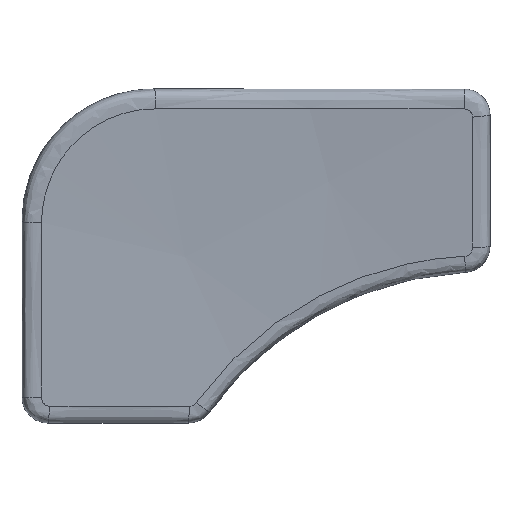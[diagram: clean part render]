
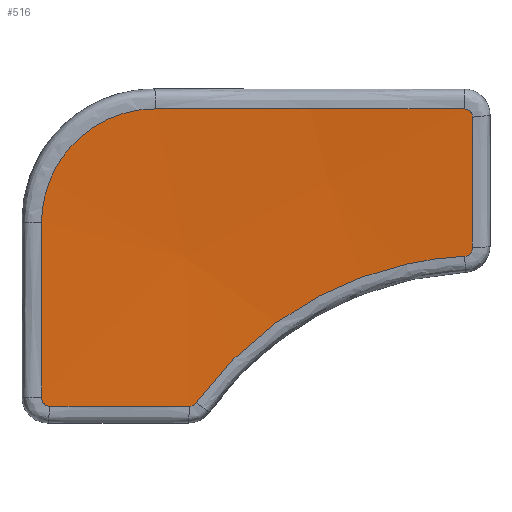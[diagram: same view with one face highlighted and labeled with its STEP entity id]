
A CAD part, top view. The second image highlights one B-rep face of the part: STEP entity #516.
In plain terms, the highlighted spherical face has radius 325 mm.
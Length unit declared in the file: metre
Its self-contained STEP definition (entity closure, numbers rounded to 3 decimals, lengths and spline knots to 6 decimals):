
#123=ORIENTED_EDGE('',*,*,#275,.T.);
#124=ORIENTED_EDGE('',*,*,#276,.T.);
#125=ORIENTED_EDGE('',*,*,#277,.T.);
#126=ORIENTED_EDGE('',*,*,#278,.T.);
#127=ORIENTED_EDGE('',*,*,#279,.T.);
#128=ORIENTED_EDGE('',*,*,#280,.T.);
#129=ORIENTED_EDGE('',*,*,#281,.T.);
#130=ORIENTED_EDGE('',*,*,#282,.T.);
#131=ORIENTED_EDGE('',*,*,#283,.T.);
#132=ORIENTED_EDGE('',*,*,#284,.T.);
#275=EDGE_CURVE('',#351,#352,#397,.T.);
#276=EDGE_CURVE('',#352,#353,#398,.T.);
#277=EDGE_CURVE('',#353,#354,#399,.T.);
#278=EDGE_CURVE('',#354,#355,#400,.T.);
#279=EDGE_CURVE('',#355,#356,#401,.T.);
#280=EDGE_CURVE('',#356,#357,#402,.T.);
#281=EDGE_CURVE('',#357,#358,#403,.T.);
#282=EDGE_CURVE('',#358,#359,#404,.T.);
#283=EDGE_CURVE('',#359,#360,#405,.T.);
#284=EDGE_CURVE('',#360,#351,#406,.T.);
#351=VERTEX_POINT('',#741);
#352=VERTEX_POINT('',#742);
#353=VERTEX_POINT('',#747);
#354=VERTEX_POINT('',#752);
#355=VERTEX_POINT('',#760);
#356=VERTEX_POINT('',#765);
#357=VERTEX_POINT('',#770);
#358=VERTEX_POINT('',#775);
#359=VERTEX_POINT('',#780);
#360=VERTEX_POINT('',#789);
#397=B_SPLINE_CURVE_WITH_KNOTS('',3,(#737,#738,#739,#740),.UNSPECIFIED.,
 .F.,.F.,(4,4),(0.,1.),.UNSPECIFIED.);
#398=B_SPLINE_CURVE_WITH_KNOTS('',3,(#743,#744,#745,#746),.UNSPECIFIED.,
 .F.,.F.,(4,4),(0.,1.),.UNSPECIFIED.);
#399=B_SPLINE_CURVE_WITH_KNOTS('',3,(#748,#749,#750,#751),.UNSPECIFIED.,
 .F.,.F.,(4,4),(0.,1.),.UNSPECIFIED.);
#400=B_SPLINE_CURVE_WITH_KNOTS('',3,(#753,#754,#755,#756,#757,#758,#759),
 .UNSPECIFIED.,.F.,.F.,(4,1,1,1,4),(0.,0.25,0.5,0.75,1.),.UNSPECIFIED.);
#401=B_SPLINE_CURVE_WITH_KNOTS('',3,(#761,#762,#763,#764),.UNSPECIFIED.,
 .F.,.F.,(4,4),(0.,1.),.UNSPECIFIED.);
#402=B_SPLINE_CURVE_WITH_KNOTS('',3,(#766,#767,#768,#769),.UNSPECIFIED.,
 .F.,.F.,(4,4),(0.,1.),.UNSPECIFIED.);
#403=B_SPLINE_CURVE_WITH_KNOTS('',3,(#771,#772,#773,#774),.UNSPECIFIED.,
 .F.,.F.,(4,4),(0.,1.),.UNSPECIFIED.);
#404=B_SPLINE_CURVE_WITH_KNOTS('',3,(#776,#777,#778,#779),.UNSPECIFIED.,
 .F.,.F.,(4,4),(0.,1.),.UNSPECIFIED.);
#405=B_SPLINE_CURVE_WITH_KNOTS('',3,(#781,#782,#783,#784,#785,#786,#787,
#788),.UNSPECIFIED.,.F.,.F.,(4,1,1,1,1,4),(0.,0.125,0.25,0.5,0.75,1.),
 .UNSPECIFIED.);
#406=B_SPLINE_CURVE_WITH_KNOTS('',3,(#790,#791,#792,#793),.UNSPECIFIED.,
 .F.,.F.,(4,4),(0.,1.),.UNSPECIFIED.);
#427=EDGE_LOOP('',(#123,#124,#125,#126,#127,#128,#129,#130,#131,#132));
#471=FACE_BOUND('',#427,.T.);
#515=SPHERICAL_SURFACE('',#567,0.325);
#516=ADVANCED_FACE('',(#471),#515,.F.);
#567=AXIS2_PLACEMENT_3D('',#736,#615,#616);
#615=DIRECTION('',(-1.,0.,0.));
#616=DIRECTION('',(0.,0.,-1.));
#736=CARTESIAN_POINT('',(0.038795,-0.00334,0.3558));
#737=CARTESIAN_POINT('',(0.000576,0.014577,0.033553));
#738=CARTESIAN_POINT('',(0.000576,0.014192,0.033531));
#739=CARTESIAN_POINT('',(0.000889,0.013881,0.033478));
#740=CARTESIAN_POINT('',(0.001273,0.013881,0.033433));
#741=CARTESIAN_POINT('',(0.000576,0.014577,0.033553));
#742=CARTESIAN_POINT('',(0.001273,0.013881,0.033433));
#743=CARTESIAN_POINT('',(0.001273,0.013881,0.033433));
#744=CARTESIAN_POINT('',(0.005226,0.013884,0.032973));
#745=CARTESIAN_POINT('',(0.009186,0.013884,0.032586));
#746=CARTESIAN_POINT('',(0.013153,0.013881,0.032271));
#747=CARTESIAN_POINT('',(0.013153,0.013881,0.032271));
#748=CARTESIAN_POINT('',(0.013153,0.013881,0.032271));
#749=CARTESIAN_POINT('',(0.013375,0.013881,0.032254));
#750=CARTESIAN_POINT('',(0.013589,0.01399,0.032243));
#751=CARTESIAN_POINT('',(0.013719,0.014171,0.032242));
#752=CARTESIAN_POINT('',(0.013719,0.014171,0.032242));
#753=CARTESIAN_POINT('',(0.013719,0.014171,0.032242));
#754=CARTESIAN_POINT('',(0.015037,0.016006,0.032239));
#755=CARTESIAN_POINT('',(0.018084,0.019365,0.032233));
#756=CARTESIAN_POINT('',(0.02359,0.023227,0.032221));
#757=CARTESIAN_POINT('',(0.029886,0.025795,0.032208));
#758=CARTESIAN_POINT('',(0.034301,0.026523,0.032198));
#759=CARTESIAN_POINT('',(0.036547,0.02664,0.032194));
#760=CARTESIAN_POINT('',(0.036547,0.02664,0.032194));
#761=CARTESIAN_POINT('',(0.036547,0.02664,0.032194));
#762=CARTESIAN_POINT('',(0.036917,0.026659,0.032193));
#763=CARTESIAN_POINT('',(0.037207,0.026965,0.03222));
#764=CARTESIAN_POINT('',(0.037207,0.027336,0.032255));
#765=CARTESIAN_POINT('',(0.037207,0.027336,0.032255));
#766=CARTESIAN_POINT('',(0.037207,0.027336,0.032255));
#767=CARTESIAN_POINT('',(0.037207,0.031053,0.032607));
#768=CARTESIAN_POINT('',(0.037207,0.034764,0.033024));
#769=CARTESIAN_POINT('',(0.037207,0.038467,0.033504));
#770=CARTESIAN_POINT('',(0.037207,0.038467,0.033504));
#771=CARTESIAN_POINT('',(0.037207,0.038467,0.033504));
#772=CARTESIAN_POINT('',(0.037207,0.038852,0.033554));
#773=CARTESIAN_POINT('',(0.036895,0.039164,0.033597));
#774=CARTESIAN_POINT('',(0.036511,0.039164,0.033599));
#775=CARTESIAN_POINT('',(0.036511,0.039164,0.033599));
#776=CARTESIAN_POINT('',(0.036511,0.039164,0.033599));
#777=CARTESIAN_POINT('',(0.02771,0.039164,0.033662));
#778=CARTESIAN_POINT('',(0.018941,0.039164,0.034085));
#779=CARTESIAN_POINT('',(0.010232,0.039164,0.03486));
#780=CARTESIAN_POINT('',(0.010232,0.039164,0.03486));
#781=CARTESIAN_POINT('',(0.010232,0.039164,0.03486));
#782=CARTESIAN_POINT('',(0.009591,0.039164,0.034917));
#783=CARTESIAN_POINT('',(0.008338,0.039042,0.035016));
#784=CARTESIAN_POINT('',(0.005895,0.038297,0.035157));
#785=CARTESIAN_POINT('',(0.003223,0.036512,0.035212));
#786=CARTESIAN_POINT('',(0.001076,0.033285,0.035073));
#787=CARTESIAN_POINT('',(0.000576,0.030783,0.034861));
#788=CARTESIAN_POINT('',(0.000576,0.029508,0.034731));
#789=CARTESIAN_POINT('',(0.000576,0.029508,0.034731));
#790=CARTESIAN_POINT('',(0.000576,0.029508,0.034731));
#791=CARTESIAN_POINT('',(0.000576,0.024541,0.034223));
#792=CARTESIAN_POINT('',(0.000576,0.019563,0.03383));
#793=CARTESIAN_POINT('',(0.000576,0.014577,0.033553));
